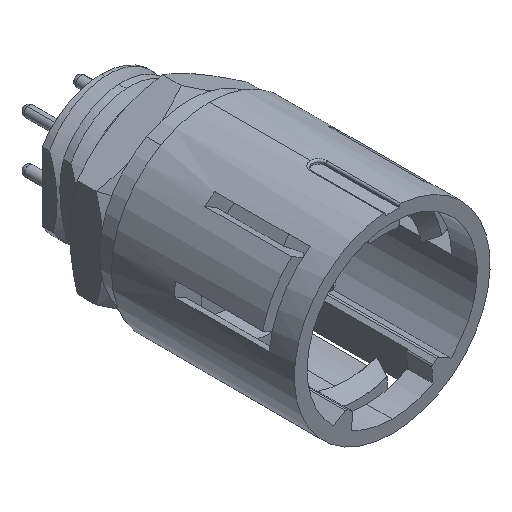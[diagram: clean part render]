
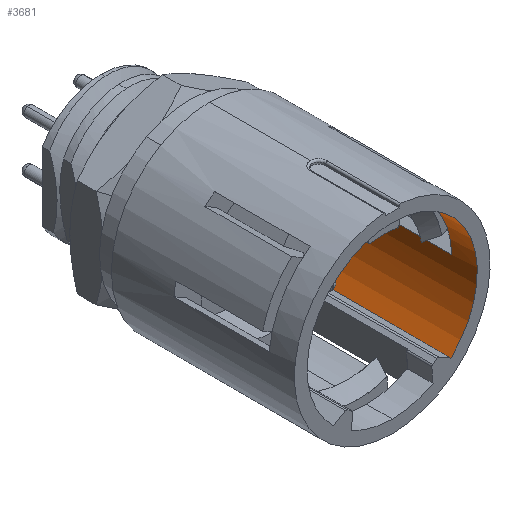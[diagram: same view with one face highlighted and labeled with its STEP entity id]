
A CAD part, isometric view. The second image highlights one B-rep face of the part: STEP entity #3681.
In plain terms, the highlighted cylindrical face has radius 5 mm (diameter 10 mm), a partial arc.
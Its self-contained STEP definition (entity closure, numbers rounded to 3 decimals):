
#70 = CARTESIAN_POINT ( 'NONE',  ( 4.999, 7.1, 0.115 ) ) ;
#90 = CIRCLE ( 'NONE', #232, 5. ) ;
#140 = DIRECTION ( 'NONE',  ( 0., 1., 0. ) ) ;
#143 = ORIENTED_EDGE ( 'NONE', *, *, #5787, .F. ) ;
#172 = CARTESIAN_POINT ( 'NONE',  ( -0.9, 0., 4.918 ) ) ;
#232 = AXIS2_PLACEMENT_3D ( 'NONE', #5584, #2404, #6097 ) ;
#271 = AXIS2_PLACEMENT_3D ( 'NONE', #384, #365, #364 ) ;
#364 = DIRECTION ( 'NONE',  ( 0., 0., -1. ) ) ;
#365 = DIRECTION ( 'NONE',  ( 0., 1., 0. ) ) ;
#384 = CARTESIAN_POINT ( 'NONE',  ( 0., 7.1, 0. ) ) ;
#417 = CARTESIAN_POINT ( 'NONE',  ( -2.599, 0., 4.272 ) ) ;
#453 = VERTEX_POINT ( 'NONE', #4125 ) ;
#597 = DIRECTION ( 'NONE',  ( 0., -1., 0. ) ) ;
#608 = AXIS2_PLACEMENT_3D ( 'NONE', #858, #853, #831 ) ;
#621 = CIRCLE ( 'NONE', #6453, 5. ) ;
#664 = DIRECTION ( 'NONE',  ( 0., -1., 0. ) ) ;
#669 = VERTEX_POINT ( 'NONE', #4875 ) ;
#687 = VERTEX_POINT ( 'NONE', #4936 ) ;
#689 = CARTESIAN_POINT ( 'NONE',  ( -4.999, 0., 0.115 ) ) ;
#765 = DIRECTION ( 'NONE',  ( 0., 1., 0. ) ) ;
#788 = VECTOR ( 'NONE', #1253, 1000. ) ;
#831 = DIRECTION ( 'NONE',  ( 0., 0., -1. ) ) ;
#853 = DIRECTION ( 'NONE',  ( 0., 1., 0. ) ) ;
#858 = CARTESIAN_POINT ( 'NONE',  ( 0., 7.1, 0. ) ) ;
#869 = VECTOR ( 'NONE', #3320, 1000. ) ;
#895 = ORIENTED_EDGE ( 'NONE', *, *, #5744, .F. ) ;
#899 = VERTEX_POINT ( 'NONE', #6389 ) ;
#986 = CARTESIAN_POINT ( 'NONE',  ( -2.599, 7.1, 4.272 ) ) ;
#1009 = ORIENTED_EDGE ( 'NONE', *, *, #5737, .F. ) ;
#1050 = LINE ( 'NONE', #2230, #869 ) ;
#1099 = ORIENTED_EDGE ( 'NONE', *, *, #5654, .T. ) ;
#1157 = CARTESIAN_POINT ( 'NONE',  ( 3.45, 0., -3.619 ) ) ;
#1195 = ORIENTED_EDGE ( 'NONE', *, *, #5646, .T. ) ;
#1199 = VERTEX_POINT ( 'NONE', #1442 ) ;
#1225 = VECTOR ( 'NONE', #4962, 1000. ) ;
#1253 = DIRECTION ( 'NONE',  ( 0., -1., 0. ) ) ;
#1276 = ORIENTED_EDGE ( 'NONE', *, *, #5600, .T. ) ;
#1321 = LINE ( 'NONE', #2250, #5461 ) ;
#1343 = ORIENTED_EDGE ( 'NONE', *, *, #5524, .T. ) ;
#1352 = DIRECTION ( 'NONE',  ( 0., 1., 0. ) ) ;
#1413 = ORIENTED_EDGE ( 'NONE', *, *, #5484, .T. ) ;
#1442 = CARTESIAN_POINT ( 'NONE',  ( 3.45, 7.1, -3.619 ) ) ;
#1448 = CARTESIAN_POINT ( 'NONE',  ( 0.9, 0.5, 4.918 ) ) ;
#1464 = VERTEX_POINT ( 'NONE', #6296 ) ;
#1479 = VECTOR ( 'NONE', #2440, 1000. ) ;
#1496 = ORIENTED_EDGE ( 'NONE', *, *, #5400, .F. ) ;
#1571 = ORIENTED_EDGE ( 'NONE', *, *, #5309, .F. ) ;
#1769 = VECTOR ( 'NONE', #765, 1000. ) ;
#1790 = VERTEX_POINT ( 'NONE', #986 ) ;
#1819 = EDGE_LOOP ( 'NONE', ( #2501, #2406, #2291, #2183, #2129, #2081, #1571, #1496, #1413, #1343, #1276, #1195, #1099, #1009, #895, #143 ) ) ;
#1880 = DIRECTION ( 'NONE',  ( 0., 1., 0. ) ) ;
#1887 = VERTEX_POINT ( 'NONE', #3480 ) ;
#2025 = VERTEX_POINT ( 'NONE', #6049 ) ;
#2081 = ORIENTED_EDGE ( 'NONE', *, *, #5268, .F. ) ;
#2116 = CIRCLE ( 'NONE', #6272, 5. ) ;
#2129 = ORIENTED_EDGE ( 'NONE', *, *, #5227, .T. ) ;
#2183 = ORIENTED_EDGE ( 'NONE', *, *, #2277, .T. ) ;
#2220 = FACE_OUTER_BOUND ( 'NONE', #1819, .T. ) ;
#2230 = CARTESIAN_POINT ( 'NONE',  ( -3.45, 0., -3.619 ) ) ;
#2250 = CARTESIAN_POINT ( 'NONE',  ( 0.9, 0., 4.918 ) ) ;
#2277 = EDGE_CURVE ( 'NONE', #2025, #1790, #5767, .T. ) ;
#2291 = ORIENTED_EDGE ( 'NONE', *, *, #6370, .T. ) ;
#2404 = DIRECTION ( 'NONE',  ( 0., 1., 0. ) ) ;
#2406 = ORIENTED_EDGE ( 'NONE', *, *, #5185, .T. ) ;
#2440 = DIRECTION ( 'NONE',  ( 0., 1., 0. ) ) ;
#2501 = ORIENTED_EDGE ( 'NONE', *, *, #5104, .T. ) ;
#2548 = CIRCLE ( 'NONE', #271, 5. ) ;
#2704 = CIRCLE ( 'NONE', #5250, 5. ) ;
#2714 = VECTOR ( 'NONE', #664, 1000. ) ;
#2823 = DIRECTION ( 'NONE',  ( 0., 1., 0. ) ) ;
#2882 = DIRECTION ( 'NONE',  ( 0., 1., 0. ) ) ;
#3069 = AXIS2_PLACEMENT_3D ( 'NONE', #4450, #3919, #3403 ) ;
#3214 = LINE ( 'NONE', #4604, #1769 ) ;
#3221 = CIRCLE ( 'NONE', #608, 5. ) ;
#3320 = DIRECTION ( 'NONE',  ( 0., -1., 0. ) ) ;
#3348 = AXIS2_PLACEMENT_3D ( 'NONE', #6213, #6206, #6217 ) ;
#3403 = DIRECTION ( 'NONE',  ( 0., 0., -1. ) ) ;
#3480 = CARTESIAN_POINT ( 'NONE',  ( 2.599, 7.1, 4.272 ) ) ;
#3681 = ADVANCED_FACE ( 'NONE', ( #2220 ), #6104, .F. ) ;
#3919 = DIRECTION ( 'NONE',  ( 0., -1., 0. ) ) ;
#3963 = CARTESIAN_POINT ( 'NONE',  ( -0.9, 0.5, 4.918 ) ) ;
#3997 = CARTESIAN_POINT ( 'NONE',  ( 2.599, 0., 4.272 ) ) ;
#4068 = CIRCLE ( 'NONE', #6840, 5. ) ;
#4125 = CARTESIAN_POINT ( 'NONE',  ( -4.999, 7.1, 0.115 ) ) ;
#4278 = VERTEX_POINT ( 'NONE', #3963 ) ;
#4323 = LINE ( 'NONE', #689, #2714 ) ;
#4450 = CARTESIAN_POINT ( 'NONE',  ( 0., 0.5, 0. ) ) ;
#4538 = CARTESIAN_POINT ( 'NONE',  ( 0.9, 7.1, 4.918 ) ) ;
#4604 = CARTESIAN_POINT ( 'NONE',  ( 4.999, 0., 0.115 ) ) ;
#4622 = CARTESIAN_POINT ( 'NONE',  ( 0., 7.1, 0. ) ) ;
#4727 = VECTOR ( 'NONE', #140, 1000. ) ;
#4731 = CARTESIAN_POINT ( 'NONE',  ( 3.45, 0., -3.619 ) ) ;
#4875 = CARTESIAN_POINT ( 'NONE',  ( -3.45, 7.1, -3.619 ) ) ;
#4892 = LINE ( 'NONE', #172, #4727 ) ;
#4936 = CARTESIAN_POINT ( 'NONE',  ( 2.599, 1.5, 4.272 ) ) ;
#4962 = DIRECTION ( 'NONE',  ( 0., 1., 0. ) ) ;
#5104 = EDGE_CURVE ( 'NONE', #669, #453, #3221, .T. ) ;
#5111 = CARTESIAN_POINT ( 'NONE',  ( 0., 1.5, 0. ) ) ;
#5143 = LINE ( 'NONE', #3997, #788 ) ;
#5155 = DIRECTION ( 'NONE',  ( 0., 0., -1. ) ) ;
#5185 = EDGE_CURVE ( 'NONE', #453, #6642, #4323, .T. ) ;
#5227 = EDGE_CURVE ( 'NONE', #1790, #6073, #2548, .T. ) ;
#5250 = AXIS2_PLACEMENT_3D ( 'NONE', #5992, #2823, #6503 ) ;
#5268 = EDGE_CURVE ( 'NONE', #4278, #6073, #4892, .T. ) ;
#5290 = VERTEX_POINT ( 'NONE', #70 ) ;
#5309 = EDGE_CURVE ( 'NONE', #6127, #4278, #5938, .T. ) ;
#5367 = LINE ( 'NONE', #1157, #1225 ) ;
#5400 = EDGE_CURVE ( 'NONE', #5538, #6127, #1321, .T. ) ;
#5461 = VECTOR ( 'NONE', #597, 1000. ) ;
#5484 = EDGE_CURVE ( 'NONE', #5538, #1887, #4068, .T. ) ;
#5524 = EDGE_CURVE ( 'NONE', #1887, #687, #5143, .T. ) ;
#5538 = VERTEX_POINT ( 'NONE', #4538 ) ;
#5584 = CARTESIAN_POINT ( 'NONE',  ( 0., 1.5, 0. ) ) ;
#5600 = EDGE_CURVE ( 'NONE', #687, #1464, #621, .T. ) ;
#5611 = DIRECTION ( 'NONE',  ( 0., 0., -1. ) ) ;
#5646 = EDGE_CURVE ( 'NONE', #1464, #5290, #3214, .T. ) ;
#5654 = EDGE_CURVE ( 'NONE', #5290, #1199, #2116, .T. ) ;
#5678 = CARTESIAN_POINT ( 'NONE',  ( -0.9, 7.1, 4.918 ) ) ;
#5737 = EDGE_CURVE ( 'NONE', #6158, #1199, #5367, .T. ) ;
#5744 = EDGE_CURVE ( 'NONE', #899, #6158, #2704, .T. ) ;
#5767 = LINE ( 'NONE', #417, #1479 ) ;
#5787 = EDGE_CURVE ( 'NONE', #669, #899, #1050, .T. ) ;
#5938 = CIRCLE ( 'NONE', #3069, 5. ) ;
#5992 = CARTESIAN_POINT ( 'NONE',  ( 0., 0., 0. ) ) ;
#6040 = CARTESIAN_POINT ( 'NONE',  ( 0., 7.1, 0. ) ) ;
#6049 = CARTESIAN_POINT ( 'NONE',  ( -2.599, 1.5, 4.272 ) ) ;
#6073 = VERTEX_POINT ( 'NONE', #5678 ) ;
#6097 = DIRECTION ( 'NONE',  ( 0., 0., -1. ) ) ;
#6104 = CYLINDRICAL_SURFACE ( 'NONE', #3348, 5. ) ;
#6127 = VERTEX_POINT ( 'NONE', #1448 ) ;
#6158 = VERTEX_POINT ( 'NONE', #4731 ) ;
#6199 = CARTESIAN_POINT ( 'NONE',  ( -4.999, 1.5, 0.115 ) ) ;
#6206 = DIRECTION ( 'NONE',  ( 0., -1., 0. ) ) ;
#6213 = CARTESIAN_POINT ( 'NONE',  ( 0., 0., 0. ) ) ;
#6217 = DIRECTION ( 'NONE',  ( 0., 0., -1. ) ) ;
#6272 = AXIS2_PLACEMENT_3D ( 'NONE', #4622, #1352, #5155 ) ;
#6296 = CARTESIAN_POINT ( 'NONE',  ( 4.999, 1.5, 0.115 ) ) ;
#6370 = EDGE_CURVE ( 'NONE', #6642, #2025, #90, .T. ) ;
#6389 = CARTESIAN_POINT ( 'NONE',  ( -3.45, 0., -3.619 ) ) ;
#6453 = AXIS2_PLACEMENT_3D ( 'NONE', #5111, #1880, #5611 ) ;
#6503 = DIRECTION ( 'NONE',  ( 0., 0., -1. ) ) ;
#6547 = DIRECTION ( 'NONE',  ( 0., 0., -1. ) ) ;
#6642 = VERTEX_POINT ( 'NONE', #6199 ) ;
#6840 = AXIS2_PLACEMENT_3D ( 'NONE', #6040, #2882, #6547 ) ;
